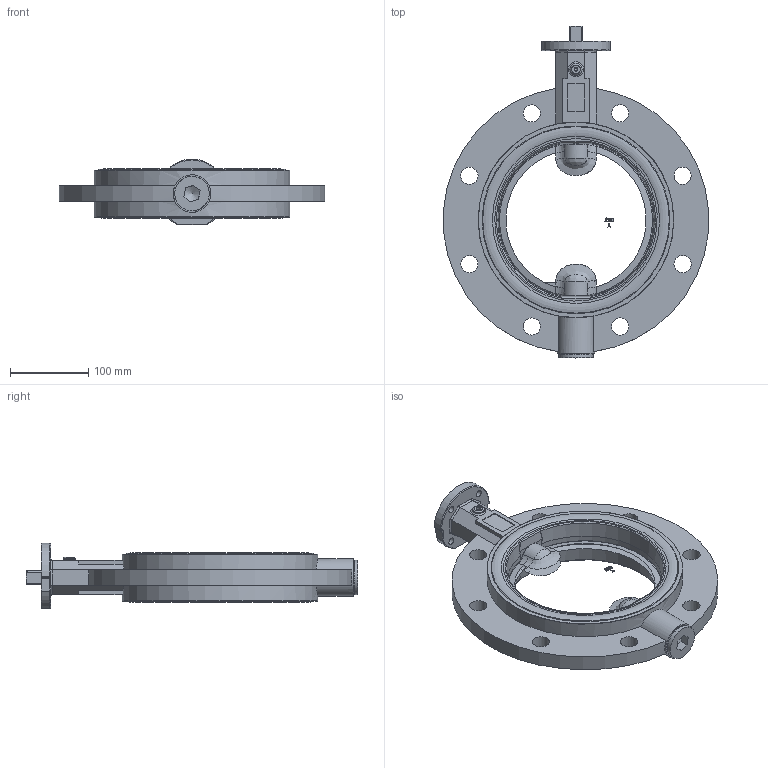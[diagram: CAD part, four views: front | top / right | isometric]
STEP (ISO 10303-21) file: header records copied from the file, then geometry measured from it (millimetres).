
FILE_DESCRIPTION(/* description */ (''),/* implementation_level */ '2;1');
FILE_NAME(/* name */ 'M015-A DN200.stp',/* time_stamp */ '2016-02-11T11:16:54+01:00',/* author */ ('hellwig'),/* organization */ (''),/* preprocessor_version */ 'ST-DEVELOPER v15.6',/* originating_system */ 'Autodesk Inventor 2015',/* authorisation */ '');
FILE_SCHEMA (('AUTOMOTIVE_DESIGN { 1 0 10303 214 3 1 1 }'));
Length unit declared in the file: centimetre
Products named in the file (1): M11018
Bounding box: 339.1 x 424.4 x 84 mm (x, y, z)
Volume: 209503.7 mm3; surface area: 323954.6 mm2
Topology: 16 solids, 22 shells, 768 faces, 1925 edges, 1230 vertices
Faces by surface type: plane 250, bspline 238, cylinder 145, torus 63, cone 58, sphere 14
Full cylindrical faces by diameter (mm): 4 x1, 4.917 x2, 6 x1, 9 x4, 19 x1, 20.7 x3, 22 x16, 22.2 x2, 22.31 x3, 29.95 x3, 30 x5, 36.376 x2, 38.3 x1, 43.9 x1, 44 x1, 48 x1, 55.1 x1, 230 x2, 230.6 x2, 240 x2, 250 x2
Entity records: 26845 total; most frequent: CARTESIAN_POINT 10033, ORIENTED_EDGE 3508, DIRECTION 2643, EDGE_CURVE 1751, VERTEX_POINT 1187, AXIS2_PLACEMENT_3D 986, EDGE_LOOP 976, STYLED_ITEM 766
